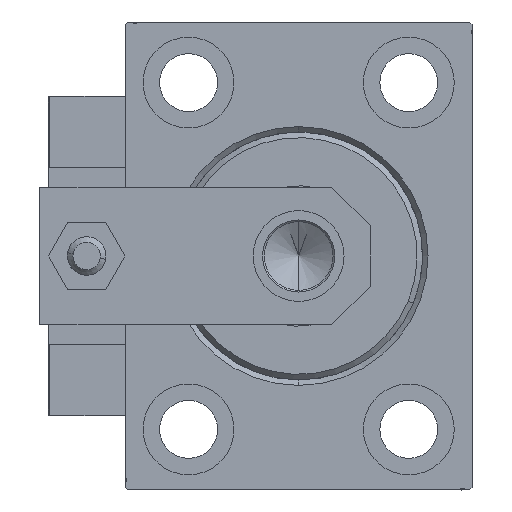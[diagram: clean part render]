
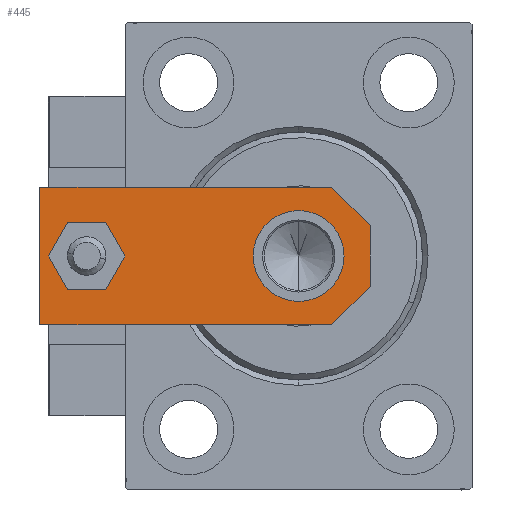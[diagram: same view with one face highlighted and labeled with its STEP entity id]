
A CAD part, left-side view. The second image highlights one B-rep face of the part: STEP entity #445.
In plain terms, the highlighted face is planar.
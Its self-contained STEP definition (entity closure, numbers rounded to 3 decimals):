
#162 = CARTESIAN_POINT ( 'NONE',  ( 2.75, -2.75, 6. ) ) ;
#445 = ADVANCED_FACE ( 'NONE', ( #29816, #48920, #33115 ), #14324, .T. ) ;
#2046 = LINE ( 'NONE', #25192, #2806 ) ;
#2304 = CARTESIAN_POINT ( 'NONE',  ( 0., 51.5, 6. ) ) ;
#2806 = VECTOR ( 'NONE', #40716, 1000. ) ;
#2809 = AXIS2_PLACEMENT_3D ( 'NONE', #17500, #17998, #37575 ) ;
#3031 = CARTESIAN_POINT ( 'NONE',  ( 8.25, 13., 6. ) ) ;
#3464 = DIRECTION ( 'NONE',  ( 0., 0., 1. ) ) ;
#3729 = EDGE_CURVE ( 'NONE', #19052, #4242, #37451, .T. ) ;
#3800 = CARTESIAN_POINT ( 'NONE',  ( -4., 51.5, 6. ) ) ;
#3983 = ORIENTED_EDGE ( 'NONE', *, *, #8055, .T. ) ;
#4242 = VERTEX_POINT ( 'NONE', #12340 ) ;
#4278 = DIRECTION ( 'NONE',  ( 0., 1., 0. ) ) ;
#5054 = DIRECTION ( 'NONE',  ( 0.707, -0.707, 0. ) ) ;
#6414 = VERTEX_POINT ( 'NONE', #26980 ) ;
#6775 = VECTOR ( 'NONE', #49688, 1000. ) ;
#6813 = EDGE_CURVE ( 'NONE', #50194, #12808, #31747, .T. ) ;
#7288 = VECTOR ( 'NONE', #25744, 1000. ) ;
#7411 = ORIENTED_EDGE ( 'NONE', *, *, #45376, .T. ) ;
#7543 = EDGE_LOOP ( 'NONE', ( #25485, #47287 ) ) ;
#8055 = EDGE_CURVE ( 'NONE', #39267, #16053, #19299, .T. ) ;
#11506 = LINE ( 'NONE', #34141, #6775 ) ;
#12340 = CARTESIAN_POINT ( 'NONE',  ( 5.5, 0., 6. ) ) ;
#12388 = DIRECTION ( 'NONE',  ( 0.707, 0.707, 0. ) ) ;
#12808 = VERTEX_POINT ( 'NONE', #3800 ) ;
#13331 = EDGE_CURVE ( 'NONE', #16053, #6414, #11506, .T. ) ;
#13833 = CARTESIAN_POINT ( 'NONE',  ( -8.25, 13., 6. ) ) ;
#13921 = CARTESIAN_POINT ( 'NONE',  ( 12.5, 60., 6. ) ) ;
#14324 = PLANE ( 'NONE',  #15606 ) ;
#14703 = AXIS2_PLACEMENT_3D ( 'NONE', #2304, #24706, #33329 ) ;
#15207 = LINE ( 'NONE', #162, #18220 ) ;
#15444 = CIRCLE ( 'NONE', #39790, 4. ) ;
#15606 = AXIS2_PLACEMENT_3D ( 'NONE', #41018, #17623, #25745 ) ;
#15909 = CARTESIAN_POINT ( 'NONE',  ( 12.5, 7., 6. ) ) ;
#16053 = VERTEX_POINT ( 'NONE', #13921 ) ;
#17500 = CARTESIAN_POINT ( 'NONE',  ( 0., 13., 6. ) ) ;
#17623 = DIRECTION ( 'NONE',  ( 0., 0., 1. ) ) ;
#17998 = DIRECTION ( 'NONE',  ( 0., 0., 1. ) ) ;
#18220 = VECTOR ( 'NONE', #12388, 1000. ) ;
#19052 = VERTEX_POINT ( 'NONE', #22638 ) ;
#19244 = EDGE_LOOP ( 'NONE', ( #22929, #7411, #31793, #27605, #3983, #40579 ) ) ;
#19299 = LINE ( 'NONE', #34810, #19640 ) ;
#19640 = VECTOR ( 'NONE', #4278, 1000. ) ;
#20109 = EDGE_CURVE ( 'NONE', #6414, #31434, #2046, .T. ) ;
#21301 = VERTEX_POINT ( 'NONE', #13833 ) ;
#22111 = DIRECTION ( 'NONE',  ( 0., 0., 1. ) ) ;
#22638 = CARTESIAN_POINT ( 'NONE',  ( -5.5, 0., 6. ) ) ;
#22929 = ORIENTED_EDGE ( 'NONE', *, *, #20109, .T. ) ;
#23341 = ORIENTED_EDGE ( 'NONE', *, *, #6813, .F. ) ;
#24706 = DIRECTION ( 'NONE',  ( 0., 0., 1. ) ) ;
#24872 = CARTESIAN_POINT ( 'NONE',  ( -2.75, -2.75, 6. ) ) ;
#25192 = CARTESIAN_POINT ( 'NONE',  ( -12.5, 60., 6. ) ) ;
#25253 = CARTESIAN_POINT ( 'NONE',  ( 4., 51.5, 6. ) ) ;
#25355 = EDGE_CURVE ( 'NONE', #44397, #21301, #40387, .T. ) ;
#25485 = ORIENTED_EDGE ( 'NONE', *, *, #46402, .F. ) ;
#25744 = DIRECTION ( 'NONE',  ( 1., 0., 0. ) ) ;
#25745 = DIRECTION ( 'NONE',  ( 1., 0., 0. ) ) ;
#25855 = DIRECTION ( 'NONE',  ( 1., 0., 0. ) ) ;
#26980 = CARTESIAN_POINT ( 'NONE',  ( -12.5, 60., 6. ) ) ;
#27605 = ORIENTED_EDGE ( 'NONE', *, *, #45763, .T. ) ;
#27849 = EDGE_LOOP ( 'NONE', ( #48291, #23341 ) ) ;
#28806 = CIRCLE ( 'NONE', #2809, 8.25 ) ;
#29032 = EDGE_CURVE ( 'NONE', #12808, #50194, #15444, .T. ) ;
#29816 = FACE_BOUND ( 'NONE', #27849, .T. ) ;
#31434 = VERTEX_POINT ( 'NONE', #36643 ) ;
#31747 = CIRCLE ( 'NONE', #14703, 4. ) ;
#31793 = ORIENTED_EDGE ( 'NONE', *, *, #3729, .T. ) ;
#33115 = FACE_BOUND ( 'NONE', #7543, .T. ) ;
#33329 = DIRECTION ( 'NONE',  ( 1., 0., 0. ) ) ;
#33895 = AXIS2_PLACEMENT_3D ( 'NONE', #38316, #3464, #25855 ) ;
#34141 = CARTESIAN_POINT ( 'NONE',  ( 12.5, 60., 6. ) ) ;
#34810 = CARTESIAN_POINT ( 'NONE',  ( 12.5, 0., 6. ) ) ;
#36643 = CARTESIAN_POINT ( 'NONE',  ( -12.5, 7., 6. ) ) ;
#37451 = LINE ( 'NONE', #48660, #7288 ) ;
#37575 = DIRECTION ( 'NONE',  ( 1., 0., 0. ) ) ;
#37617 = DIRECTION ( 'NONE',  ( 1., 0., 0. ) ) ;
#37708 = VECTOR ( 'NONE', #5054, 1000. ) ;
#38316 = CARTESIAN_POINT ( 'NONE',  ( 0., 13., 6. ) ) ;
#39267 = VERTEX_POINT ( 'NONE', #15909 ) ;
#39790 = AXIS2_PLACEMENT_3D ( 'NONE', #48580, #22111, #37617 ) ;
#40387 = CIRCLE ( 'NONE', #33895, 8.25 ) ;
#40579 = ORIENTED_EDGE ( 'NONE', *, *, #13331, .T. ) ;
#40716 = DIRECTION ( 'NONE',  ( 0., -1., 0. ) ) ;
#41018 = CARTESIAN_POINT ( 'NONE',  ( 0., 0., 6. ) ) ;
#44223 = LINE ( 'NONE', #24872, #37708 ) ;
#44397 = VERTEX_POINT ( 'NONE', #3031 ) ;
#45376 = EDGE_CURVE ( 'NONE', #31434, #19052, #44223, .T. ) ;
#45763 = EDGE_CURVE ( 'NONE', #4242, #39267, #15207, .T. ) ;
#46402 = EDGE_CURVE ( 'NONE', #21301, #44397, #28806, .T. ) ;
#47287 = ORIENTED_EDGE ( 'NONE', *, *, #25355, .F. ) ;
#48291 = ORIENTED_EDGE ( 'NONE', *, *, #29032, .F. ) ;
#48580 = CARTESIAN_POINT ( 'NONE',  ( 0., 51.5, 6. ) ) ;
#48660 = CARTESIAN_POINT ( 'NONE',  ( -12.5, 0., 6. ) ) ;
#48920 = FACE_OUTER_BOUND ( 'NONE', #19244, .T. ) ;
#49688 = DIRECTION ( 'NONE',  ( -1., 0., 0. ) ) ;
#50194 = VERTEX_POINT ( 'NONE', #25253 ) ;
